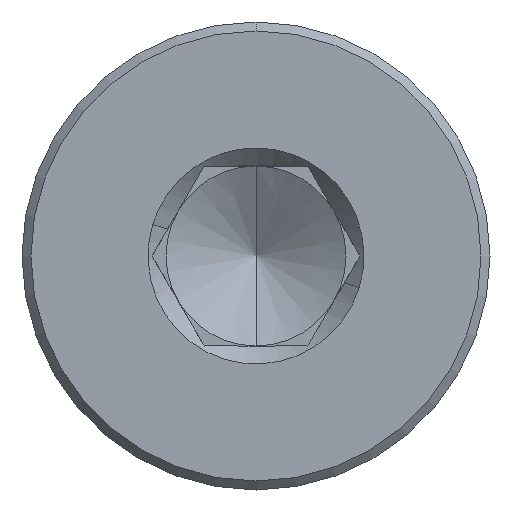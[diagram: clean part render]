
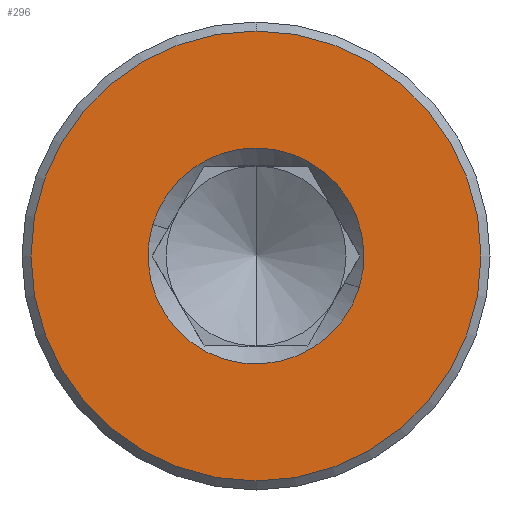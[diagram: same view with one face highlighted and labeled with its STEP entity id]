
A CAD part, left-side view. The second image highlights one B-rep face of the part: STEP entity #296.
In plain terms, the highlighted planar face has unit normal (-1, 0, 0).
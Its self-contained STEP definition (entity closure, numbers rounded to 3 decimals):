
#20=FACE_BOUND('',#104,.F.);
#35=PLANE('',#652);
#67=FACE_OUTER_BOUND('',#105,.F.);
#104=EDGE_LOOP('',(#218,#219,#220));
#105=EDGE_LOOP('',(#221,#222));
#218=ORIENTED_EDGE('',*,*,#466,.T.);
#219=ORIENTED_EDGE('',*,*,#464,.T.);
#220=ORIENTED_EDGE('',*,*,#465,.T.);
#221=ORIENTED_EDGE('',*,*,#468,.F.);
#222=ORIENTED_EDGE('',*,*,#467,.F.);
#296=ADVANCED_FACE('',(#20,#67),#35,.T.);
#425=CIRCLE('',#608,6.);
#426=CIRCLE('',#609,6.);
#427=CIRCLE('',#610,6.);
#428=CIRCLE('',#611,12.5);
#429=CIRCLE('',#612,12.5);
#464=EDGE_CURVE('',#550,#549,#425,.T.);
#465=EDGE_CURVE('',#549,#548,#426,.T.);
#466=EDGE_CURVE('',#548,#550,#427,.T.);
#467=EDGE_CURVE('',#547,#546,#428,.T.);
#468=EDGE_CURVE('',#546,#547,#429,.T.);
#546=VERTEX_POINT('',#872);
#547=VERTEX_POINT('',#873);
#548=VERTEX_POINT('',#874);
#549=VERTEX_POINT('',#875);
#550=VERTEX_POINT('',#876);
#608=AXIS2_PLACEMENT_3D('',#959,#691,#692);
#609=AXIS2_PLACEMENT_3D('',#960,#693,#694);
#610=AXIS2_PLACEMENT_3D('',#961,#695,#696);
#611=AXIS2_PLACEMENT_3D('',#962,#697,#698);
#612=AXIS2_PLACEMENT_3D('',#963,#699,#700);
#652=AXIS2_PLACEMENT_3D('',#1041,#817,#818);
#691=DIRECTION('',(-1.,0.,0.));
#692=DIRECTION('',(0.,0.,1.));
#693=DIRECTION('',(-1.,0.,0.));
#694=DIRECTION('',(0.,0.956,0.292));
#695=DIRECTION('',(-1.,0.,0.));
#696=DIRECTION('',(0.,-0.956,-0.292));
#697=DIRECTION('',(-1.,0.,0.));
#698=DIRECTION('',(0.,0.,1.));
#699=DIRECTION('',(-1.,0.,0.));
#700=DIRECTION('',(0.,0.,-1.));
#817=DIRECTION('',(-1.,0.,0.));
#818=DIRECTION('',(0.,0.,-1.));
#872=CARTESIAN_POINT('',(-14.5,0.,-12.5));
#873=CARTESIAN_POINT('',(-14.5,0.,12.5));
#874=CARTESIAN_POINT('',(-14.5,-5.738,-1.754));
#875=CARTESIAN_POINT('',(-14.5,5.738,1.754));
#876=CARTESIAN_POINT('',(-14.5,0.,6.));
#959=CARTESIAN_POINT('',(-14.5,0.,0.));
#960=CARTESIAN_POINT('',(-14.5,0.,0.));
#961=CARTESIAN_POINT('',(-14.5,0.,0.));
#962=CARTESIAN_POINT('',(-14.5,0.,0.));
#963=CARTESIAN_POINT('',(-14.5,0.,0.));
#1041=CARTESIAN_POINT('',(-14.5,13.75,13.75));
